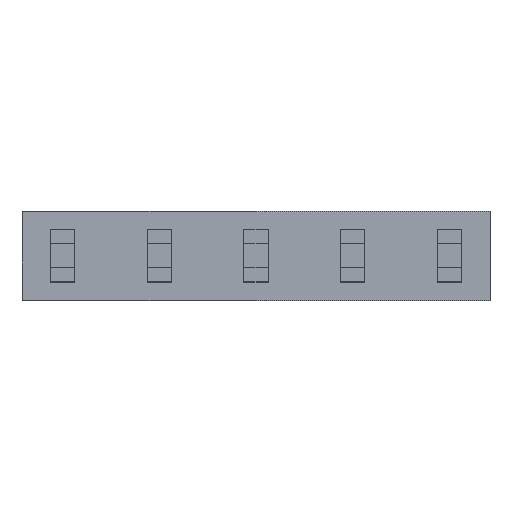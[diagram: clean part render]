
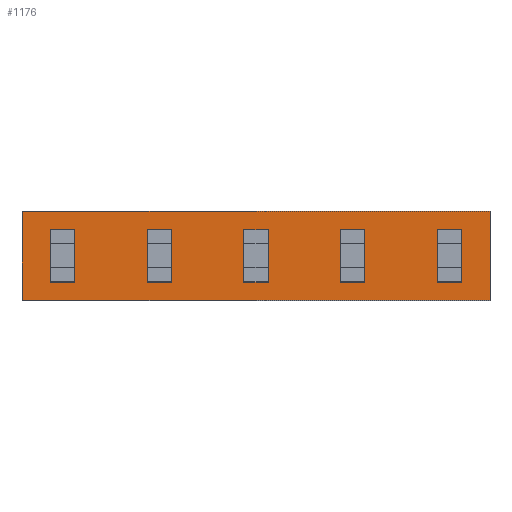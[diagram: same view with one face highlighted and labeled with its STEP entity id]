
A CAD part, top view. The second image highlights one B-rep face of the part: STEP entity #1176.
In plain terms, the highlighted planar face has unit normal (0, 0, 1).
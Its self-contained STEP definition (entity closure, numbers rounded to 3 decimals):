
#72=DIRECTION('',(1.,0.,0.));
#73=VECTOR('',#72,12.294);
#74=CARTESIAN_POINT('',(-6.147,-1.168,0.));
#75=LINE('',#74,#73);
#88=DIRECTION('',(0.,1.,0.));
#89=VECTOR('',#88,2.337);
#90=CARTESIAN_POINT('',(-6.147,-1.168,0.));
#91=LINE('',#90,#89);
#92=DIRECTION('',(0.,1.,0.));
#93=VECTOR('',#92,1.372);
#94=CARTESIAN_POINT('',(-5.398,-0.686,0.));
#95=LINE('',#94,#93);
#96=DIRECTION('',(1.,0.,0.));
#97=VECTOR('',#96,0.635);
#98=CARTESIAN_POINT('',(-5.398,-0.686,0.));
#99=LINE('',#98,#97);
#100=DIRECTION('',(0.,1.,0.));
#101=VECTOR('',#100,1.372);
#102=CARTESIAN_POINT('',(-4.763,-0.686,0.));
#103=LINE('',#102,#101);
#104=DIRECTION('',(1.,0.,0.));
#105=VECTOR('',#104,0.635);
#106=CARTESIAN_POINT('',(-5.398,0.686,0.));
#107=LINE('',#106,#105);
#108=DIRECTION('',(0.,1.,0.));
#109=VECTOR('',#108,1.372);
#110=CARTESIAN_POINT('',(-2.858,-0.686,0.));
#111=LINE('',#110,#109);
#112=DIRECTION('',(1.,0.,0.));
#113=VECTOR('',#112,0.635);
#114=CARTESIAN_POINT('',(-2.858,-0.686,0.));
#115=LINE('',#114,#113);
#116=DIRECTION('',(0.,1.,0.));
#117=VECTOR('',#116,1.372);
#118=CARTESIAN_POINT('',(-2.223,-0.686,0.));
#119=LINE('',#118,#117);
#120=DIRECTION('',(1.,0.,0.));
#121=VECTOR('',#120,0.635);
#122=CARTESIAN_POINT('',(-2.858,0.686,0.));
#123=LINE('',#122,#121);
#124=DIRECTION('',(0.,1.,0.));
#125=VECTOR('',#124,1.372);
#126=CARTESIAN_POINT('',(-0.318,-0.686,0.));
#127=LINE('',#126,#125);
#128=DIRECTION('',(1.,0.,0.));
#129=VECTOR('',#128,0.635);
#130=CARTESIAN_POINT('',(-0.318,-0.686,0.));
#131=LINE('',#130,#129);
#132=DIRECTION('',(0.,1.,0.));
#133=VECTOR('',#132,1.372);
#134=CARTESIAN_POINT('',(0.318,-0.686,0.));
#135=LINE('',#134,#133);
#136=DIRECTION('',(1.,0.,0.));
#137=VECTOR('',#136,0.635);
#138=CARTESIAN_POINT('',(-0.318,0.686,0.));
#139=LINE('',#138,#137);
#140=DIRECTION('',(0.,1.,0.));
#141=VECTOR('',#140,1.372);
#142=CARTESIAN_POINT('',(2.223,-0.686,0.));
#143=LINE('',#142,#141);
#144=DIRECTION('',(1.,0.,0.));
#145=VECTOR('',#144,0.635);
#146=CARTESIAN_POINT('',(2.223,-0.686,0.));
#147=LINE('',#146,#145);
#148=DIRECTION('',(0.,1.,0.));
#149=VECTOR('',#148,1.372);
#150=CARTESIAN_POINT('',(2.858,-0.686,0.));
#151=LINE('',#150,#149);
#152=DIRECTION('',(1.,0.,0.));
#153=VECTOR('',#152,0.635);
#154=CARTESIAN_POINT('',(2.223,0.686,0.));
#155=LINE('',#154,#153);
#156=DIRECTION('',(0.,1.,0.));
#157=VECTOR('',#156,1.372);
#158=CARTESIAN_POINT('',(4.763,-0.686,0.));
#159=LINE('',#158,#157);
#160=DIRECTION('',(1.,0.,0.));
#161=VECTOR('',#160,0.635);
#162=CARTESIAN_POINT('',(4.763,-0.686,0.));
#163=LINE('',#162,#161);
#164=DIRECTION('',(0.,1.,0.));
#165=VECTOR('',#164,1.372);
#166=CARTESIAN_POINT('',(5.398,-0.686,0.));
#167=LINE('',#166,#165);
#168=DIRECTION('',(1.,0.,0.));
#169=VECTOR('',#168,0.635);
#170=CARTESIAN_POINT('',(4.763,0.686,0.));
#171=LINE('',#170,#169);
#260=DIRECTION('',(0.,1.,0.));
#261=VECTOR('',#260,2.337);
#262=CARTESIAN_POINT('',(6.147,-1.168,0.));
#263=LINE('',#262,#261);
#264=DIRECTION('',(1.,0.,0.));
#265=VECTOR('',#264,12.294);
#266=CARTESIAN_POINT('',(-6.147,1.168,0.));
#267=LINE('',#266,#265);
#840=CARTESIAN_POINT('',(-6.147,-1.168,0.));
#841=CARTESIAN_POINT('',(6.147,-1.168,0.));
#842=VERTEX_POINT('',#840);
#843=VERTEX_POINT('',#841);
#848=CARTESIAN_POINT('',(-6.147,1.168,0.));
#849=CARTESIAN_POINT('',(6.147,1.168,0.));
#850=VERTEX_POINT('',#848);
#851=VERTEX_POINT('',#849);
#888=CARTESIAN_POINT('',(-5.398,-0.686,0.));
#889=CARTESIAN_POINT('',(-5.398,0.686,0.));
#890=VERTEX_POINT('',#888);
#891=VERTEX_POINT('',#889);
#892=CARTESIAN_POINT('',(-4.763,-0.686,0.));
#893=CARTESIAN_POINT('',(-4.763,0.686,0.));
#894=VERTEX_POINT('',#892);
#895=VERTEX_POINT('',#893);
#936=CARTESIAN_POINT('',(-2.858,-0.686,0.));
#937=CARTESIAN_POINT('',(-2.858,0.686,0.));
#938=VERTEX_POINT('',#936);
#939=VERTEX_POINT('',#937);
#940=CARTESIAN_POINT('',(-2.223,-0.686,0.));
#941=CARTESIAN_POINT('',(-2.223,0.686,0.));
#942=VERTEX_POINT('',#940);
#943=VERTEX_POINT('',#941);
#984=CARTESIAN_POINT('',(-0.318,-0.686,0.));
#985=CARTESIAN_POINT('',(-0.318,0.686,0.));
#986=VERTEX_POINT('',#984);
#987=VERTEX_POINT('',#985);
#988=CARTESIAN_POINT('',(0.318,-0.686,0.));
#989=CARTESIAN_POINT('',(0.318,0.686,0.));
#990=VERTEX_POINT('',#988);
#991=VERTEX_POINT('',#989);
#1032=CARTESIAN_POINT('',(2.223,-0.686,0.));
#1033=CARTESIAN_POINT('',(2.223,0.686,0.));
#1034=VERTEX_POINT('',#1032);
#1035=VERTEX_POINT('',#1033);
#1036=CARTESIAN_POINT('',(2.858,-0.686,0.));
#1037=CARTESIAN_POINT('',(2.858,0.686,0.));
#1038=VERTEX_POINT('',#1036);
#1039=VERTEX_POINT('',#1037);
#1080=CARTESIAN_POINT('',(4.763,-0.686,0.));
#1081=CARTESIAN_POINT('',(4.763,0.686,0.));
#1082=VERTEX_POINT('',#1080);
#1083=VERTEX_POINT('',#1081);
#1084=CARTESIAN_POINT('',(5.398,-0.686,0.));
#1085=CARTESIAN_POINT('',(5.398,0.686,0.));
#1086=VERTEX_POINT('',#1084);
#1087=VERTEX_POINT('',#1085);
#1112=CARTESIAN_POINT('',(-6.147,-1.168,0.));
#1113=DIRECTION('',(0.,0.,1.));
#1114=DIRECTION('',(1.,0.,0.));
#1115=AXIS2_PLACEMENT_3D('',#1112,#1113,#1114);
#1116=PLANE('',#1115);
#1117=ORIENTED_EDGE('',*,*,#1101,.F.);
#1119=ORIENTED_EDGE('',*,*,#1118,.T.);
#1121=ORIENTED_EDGE('',*,*,#1120,.T.);
#1123=ORIENTED_EDGE('',*,*,#1122,.F.);
#1124=EDGE_LOOP('',(#1117,#1119,#1121,#1123));
#1125=FACE_OUTER_BOUND('',#1124,.F.);
#1127=ORIENTED_EDGE('',*,*,#1126,.F.);
#1129=ORIENTED_EDGE('',*,*,#1128,.T.);
#1131=ORIENTED_EDGE('',*,*,#1130,.T.);
#1133=ORIENTED_EDGE('',*,*,#1132,.F.);
#1134=EDGE_LOOP('',(#1127,#1129,#1131,#1133));
#1135=FACE_BOUND('',#1134,.F.);
#1137=ORIENTED_EDGE('',*,*,#1136,.F.);
#1139=ORIENTED_EDGE('',*,*,#1138,.T.);
#1141=ORIENTED_EDGE('',*,*,#1140,.T.);
#1143=ORIENTED_EDGE('',*,*,#1142,.F.);
#1144=EDGE_LOOP('',(#1137,#1139,#1141,#1143));
#1145=FACE_BOUND('',#1144,.F.);
#1147=ORIENTED_EDGE('',*,*,#1146,.F.);
#1149=ORIENTED_EDGE('',*,*,#1148,.T.);
#1151=ORIENTED_EDGE('',*,*,#1150,.T.);
#1153=ORIENTED_EDGE('',*,*,#1152,.F.);
#1154=EDGE_LOOP('',(#1147,#1149,#1151,#1153));
#1155=FACE_BOUND('',#1154,.F.);
#1157=ORIENTED_EDGE('',*,*,#1156,.F.);
#1159=ORIENTED_EDGE('',*,*,#1158,.T.);
#1161=ORIENTED_EDGE('',*,*,#1160,.T.);
#1163=ORIENTED_EDGE('',*,*,#1162,.F.);
#1164=EDGE_LOOP('',(#1157,#1159,#1161,#1163));
#1165=FACE_BOUND('',#1164,.F.);
#1167=ORIENTED_EDGE('',*,*,#1166,.F.);
#1169=ORIENTED_EDGE('',*,*,#1168,.T.);
#1171=ORIENTED_EDGE('',*,*,#1170,.T.);
#1173=ORIENTED_EDGE('',*,*,#1172,.F.);
#1174=EDGE_LOOP('',(#1167,#1169,#1171,#1173));
#1175=FACE_BOUND('',#1174,.F.);
#1176=ADVANCED_FACE('',(#1125,#1135,#1145,#1155,#1165,#1175),#1116,.T.);
#1101=EDGE_CURVE('',#842,#843,#75,.T.);
#1118=EDGE_CURVE('',#842,#850,#91,.T.);
#1120=EDGE_CURVE('',#850,#851,#267,.T.);
#1122=EDGE_CURVE('',#843,#851,#263,.T.);
#1126=EDGE_CURVE('',#890,#891,#95,.T.);
#1128=EDGE_CURVE('',#890,#894,#99,.T.);
#1130=EDGE_CURVE('',#894,#895,#103,.T.);
#1132=EDGE_CURVE('',#891,#895,#107,.T.);
#1136=EDGE_CURVE('',#938,#939,#111,.T.);
#1138=EDGE_CURVE('',#938,#942,#115,.T.);
#1140=EDGE_CURVE('',#942,#943,#119,.T.);
#1142=EDGE_CURVE('',#939,#943,#123,.T.);
#1146=EDGE_CURVE('',#986,#987,#127,.T.);
#1148=EDGE_CURVE('',#986,#990,#131,.T.);
#1150=EDGE_CURVE('',#990,#991,#135,.T.);
#1152=EDGE_CURVE('',#987,#991,#139,.T.);
#1156=EDGE_CURVE('',#1034,#1035,#143,.T.);
#1158=EDGE_CURVE('',#1034,#1038,#147,.T.);
#1160=EDGE_CURVE('',#1038,#1039,#151,.T.);
#1162=EDGE_CURVE('',#1035,#1039,#155,.T.);
#1166=EDGE_CURVE('',#1082,#1083,#159,.T.);
#1168=EDGE_CURVE('',#1082,#1086,#163,.T.);
#1170=EDGE_CURVE('',#1086,#1087,#167,.T.);
#1172=EDGE_CURVE('',#1083,#1087,#171,.T.);
